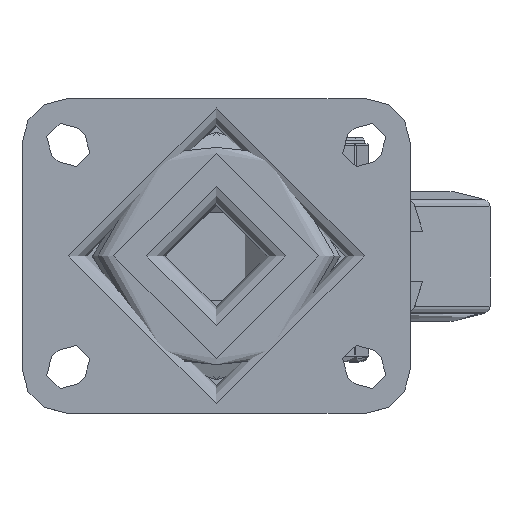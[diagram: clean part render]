
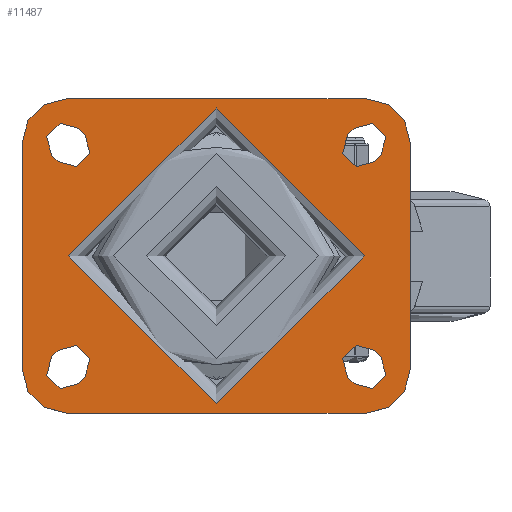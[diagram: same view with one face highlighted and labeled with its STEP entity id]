
A CAD part, top view. The second image highlights one B-rep face of the part: STEP entity #11487.
In plain terms, the highlighted planar face has unit normal (0, 0, 1).
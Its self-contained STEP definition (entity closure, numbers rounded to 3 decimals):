
#1079=FACE_BOUND('',#3921,.T.);
#1080=FACE_BOUND('',#3922,.T.);
#1081=FACE_BOUND('',#3923,.T.);
#1082=FACE_BOUND('',#3924,.T.);
#1083=FACE_BOUND('',#3925,.T.);
#1229=PLANE('',#12477);
#1535=LINE('',#16639,#2271);
#1536=LINE('',#16640,#2272);
#1537=LINE('',#16641,#2273);
#1538=LINE('',#16642,#2274);
#1539=LINE('',#16643,#2275);
#1540=LINE('',#16644,#2276);
#1541=LINE('',#16645,#2277);
#1542=LINE('',#16646,#2278);
#1543=LINE('',#16647,#2279);
#1544=LINE('',#16648,#2280);
#1545=LINE('',#16649,#2281);
#1546=LINE('',#16650,#2282);
#2271=VECTOR('',#13703,1000.);
#2272=VECTOR('',#13704,1000.);
#2273=VECTOR('',#13705,1000.);
#2274=VECTOR('',#13706,1000.);
#2275=VECTOR('',#13707,1000.);
#2276=VECTOR('',#13708,1000.);
#2277=VECTOR('',#13709,1000.);
#2278=VECTOR('',#13710,1000.);
#2279=VECTOR('',#13711,1000.);
#2280=VECTOR('',#13712,1000.);
#2281=VECTOR('',#13713,1000.);
#2282=VECTOR('',#13714,1000.);
#3200=FACE_OUTER_BOUND('',#3920,.T.);
#3920=EDGE_LOOP('',(#8146,#8147,#8148,#8149,#8150,#8151,#8152,#8153));
#3921=EDGE_LOOP('',(#8154));
#3922=EDGE_LOOP('',(#8155,#8156,#8157,#8158));
#3923=EDGE_LOOP('',(#8159,#8160,#8161,#8162));
#3924=EDGE_LOOP('',(#8163,#8164,#8165,#8166));
#3925=EDGE_LOOP('',(#8167,#8168,#8169,#8170));
#4757=CIRCLE('',#12401,5.125);
#4758=CIRCLE('',#12403,5.125);
#4761=CIRCLE('',#12407,5.125);
#4762=CIRCLE('',#12409,5.125);
#4764=CIRCLE('',#12412,5.125);
#4767=CIRCLE('',#12416,5.125);
#4768=CIRCLE('',#12418,5.125);
#4771=CIRCLE('',#12422,5.125);
#4772=CIRCLE('',#12424,12.);
#4774=CIRCLE('',#12427,12.);
#4776=CIRCLE('',#12430,12.);
#4778=CIRCLE('',#12433,12.);
#4781=CIRCLE('',#12438,40.);
#5220=VERTEX_POINT('',#16468);
#5221=VERTEX_POINT('',#16470);
#5222=VERTEX_POINT('',#16474);
#5223=VERTEX_POINT('',#16475);
#5228=VERTEX_POINT('',#16486);
#5229=VERTEX_POINT('',#16488);
#5230=VERTEX_POINT('',#16492);
#5231=VERTEX_POINT('',#16493);
#5234=VERTEX_POINT('',#16501);
#5235=VERTEX_POINT('',#16502);
#5240=VERTEX_POINT('',#16513);
#5241=VERTEX_POINT('',#16515);
#5242=VERTEX_POINT('',#16519);
#5243=VERTEX_POINT('',#16520);
#5248=VERTEX_POINT('',#16531);
#5249=VERTEX_POINT('',#16533);
#5250=VERTEX_POINT('',#16537);
#5251=VERTEX_POINT('',#16538);
#5254=VERTEX_POINT('',#16546);
#5255=VERTEX_POINT('',#16547);
#5258=VERTEX_POINT('',#16555);
#5259=VERTEX_POINT('',#16556);
#5262=VERTEX_POINT('',#16564);
#5263=VERTEX_POINT('',#16565);
#5267=VERTEX_POINT('',#16577);
#6338=EDGE_CURVE('',#5221,#5220,#4757,.T.);
#6340=EDGE_CURVE('',#5222,#5223,#4758,.T.);
#6346=EDGE_CURVE('',#5229,#5228,#4761,.T.);
#6348=EDGE_CURVE('',#5230,#5231,#4762,.T.);
#6352=EDGE_CURVE('',#5234,#5235,#4764,.T.);
#6358=EDGE_CURVE('',#5241,#5240,#4767,.T.);
#6360=EDGE_CURVE('',#5242,#5243,#4768,.T.);
#6366=EDGE_CURVE('',#5249,#5248,#4771,.T.);
#6368=EDGE_CURVE('',#5250,#5251,#4772,.T.);
#6372=EDGE_CURVE('',#5254,#5255,#4774,.T.);
#6376=EDGE_CURVE('',#5258,#5259,#4776,.T.);
#6380=EDGE_CURVE('',#5262,#5263,#4778,.T.);
#6386=EDGE_CURVE('',#5267,#5267,#4781,.T.);
#6415=EDGE_CURVE('',#5259,#5262,#1535,.T.);
#6416=EDGE_CURVE('',#5255,#5258,#1536,.T.);
#6417=EDGE_CURVE('',#5251,#5254,#1537,.T.);
#6418=EDGE_CURVE('',#5263,#5250,#1538,.T.);
#6419=EDGE_CURVE('',#5243,#5249,#1539,.T.);
#6420=EDGE_CURVE('',#5248,#5242,#1540,.T.);
#6421=EDGE_CURVE('',#5235,#5241,#1541,.T.);
#6422=EDGE_CURVE('',#5240,#5234,#1542,.T.);
#6423=EDGE_CURVE('',#5228,#5230,#1543,.T.);
#6424=EDGE_CURVE('',#5231,#5229,#1544,.T.);
#6425=EDGE_CURVE('',#5220,#5222,#1545,.T.);
#6426=EDGE_CURVE('',#5223,#5221,#1546,.T.);
#8146=ORIENTED_EDGE('',*,*,#6380,.F.);
#8147=ORIENTED_EDGE('',*,*,#6415,.F.);
#8148=ORIENTED_EDGE('',*,*,#6376,.F.);
#8149=ORIENTED_EDGE('',*,*,#6416,.F.);
#8150=ORIENTED_EDGE('',*,*,#6372,.F.);
#8151=ORIENTED_EDGE('',*,*,#6417,.F.);
#8152=ORIENTED_EDGE('',*,*,#6368,.F.);
#8153=ORIENTED_EDGE('',*,*,#6418,.F.);
#8154=ORIENTED_EDGE('',*,*,#6386,.F.);
#8155=ORIENTED_EDGE('',*,*,#6419,.T.);
#8156=ORIENTED_EDGE('',*,*,#6366,.T.);
#8157=ORIENTED_EDGE('',*,*,#6420,.T.);
#8158=ORIENTED_EDGE('',*,*,#6360,.T.);
#8159=ORIENTED_EDGE('',*,*,#6421,.T.);
#8160=ORIENTED_EDGE('',*,*,#6358,.T.);
#8161=ORIENTED_EDGE('',*,*,#6422,.T.);
#8162=ORIENTED_EDGE('',*,*,#6352,.T.);
#8163=ORIENTED_EDGE('',*,*,#6423,.T.);
#8164=ORIENTED_EDGE('',*,*,#6348,.T.);
#8165=ORIENTED_EDGE('',*,*,#6424,.T.);
#8166=ORIENTED_EDGE('',*,*,#6346,.T.);
#8167=ORIENTED_EDGE('',*,*,#6425,.T.);
#8168=ORIENTED_EDGE('',*,*,#6340,.T.);
#8169=ORIENTED_EDGE('',*,*,#6426,.T.);
#8170=ORIENTED_EDGE('',*,*,#6338,.T.);
#11487=ADVANCED_FACE('',(#3200,#1079,#1080,#1081,#1082,#1083),#1229,.T.);
#12401=AXIS2_PLACEMENT_3D('',#16471,#13521,#13522);
#12403=AXIS2_PLACEMENT_3D('',#16476,#13526,#13527);
#12407=AXIS2_PLACEMENT_3D('',#16489,#13537,#13538);
#12409=AXIS2_PLACEMENT_3D('',#16494,#13542,#13543);
#12412=AXIS2_PLACEMENT_3D('',#16503,#13550,#13551);
#12416=AXIS2_PLACEMENT_3D('',#16516,#13561,#13562);
#12418=AXIS2_PLACEMENT_3D('',#16521,#13566,#13567);
#12422=AXIS2_PLACEMENT_3D('',#16534,#13577,#13578);
#12424=AXIS2_PLACEMENT_3D('',#16539,#13582,#13583);
#12427=AXIS2_PLACEMENT_3D('',#16548,#13590,#13591);
#12430=AXIS2_PLACEMENT_3D('',#16557,#13598,#13599);
#12433=AXIS2_PLACEMENT_3D('',#16566,#13606,#13607);
#12438=AXIS2_PLACEMENT_3D('',#16578,#13619,#13620);
#12477=AXIS2_PLACEMENT_3D('',#16638,#13701,#13702);
#13521=DIRECTION('center_axis',(0.,0.,-1.));
#13522=DIRECTION('ref_axis',(-1.,0.,0.));
#13526=DIRECTION('center_axis',(0.,0.,-1.));
#13527=DIRECTION('ref_axis',(-1.,0.,0.));
#13537=DIRECTION('center_axis',(0.,0.,-1.));
#13538=DIRECTION('ref_axis',(-1.,0.,0.));
#13542=DIRECTION('center_axis',(0.,0.,-1.));
#13543=DIRECTION('ref_axis',(-1.,0.,0.));
#13550=DIRECTION('center_axis',(0.,0.,-1.));
#13551=DIRECTION('ref_axis',(1.,0.,0.));
#13561=DIRECTION('center_axis',(0.,0.,-1.));
#13562=DIRECTION('ref_axis',(1.,0.,0.));
#13566=DIRECTION('center_axis',(0.,0.,-1.));
#13567=DIRECTION('ref_axis',(1.,0.,0.));
#13577=DIRECTION('center_axis',(0.,0.,-1.));
#13578=DIRECTION('ref_axis',(1.,0.,0.));
#13582=DIRECTION('center_axis',(0.,0.,-1.));
#13583=DIRECTION('ref_axis',(-0.707,0.707,0.));
#13590=DIRECTION('center_axis',(0.,0.,-1.));
#13591=DIRECTION('ref_axis',(0.707,0.707,0.));
#13598=DIRECTION('center_axis',(0.,0.,-1.));
#13599=DIRECTION('ref_axis',(0.707,-0.707,0.));
#13606=DIRECTION('center_axis',(0.,0.,-1.));
#13607=DIRECTION('ref_axis',(-0.707,-0.707,0.));
#13619=DIRECTION('center_axis',(0.,0.,1.));
#13620=DIRECTION('ref_axis',(1.,0.,0.));
#13701=DIRECTION('center_axis',(0.,0.,1.));
#13702=DIRECTION('ref_axis',(1.,0.,0.));
#13703=DIRECTION('',(-1.,0.,0.));
#13704=DIRECTION('',(0.,-1.,0.));
#13705=DIRECTION('',(1.,0.,0.));
#13706=DIRECTION('',(0.,1.,0.));
#13707=DIRECTION('',(-0.707,0.707,0.));
#13708=DIRECTION('',(0.707,-0.707,0.));
#13709=DIRECTION('',(-0.707,-0.707,0.));
#13710=DIRECTION('',(0.707,0.707,0.));
#13711=DIRECTION('',(-0.707,-0.707,0.));
#13712=DIRECTION('',(0.707,0.707,0.));
#13713=DIRECTION('',(-0.707,0.707,0.));
#13714=DIRECTION('',(0.707,-0.707,0.));
#16468=CARTESIAN_POINT('',(37.26,-34.508,0.));
#16470=CARTESIAN_POINT('',(44.508,-27.26,0.));
#16471=CARTESIAN_POINT('Origin',(40.884,-30.884,0.));
#16474=CARTESIAN_POINT('',(35.492,-32.74,0.));
#16475=CARTESIAN_POINT('',(42.74,-25.492,0.));
#16476=CARTESIAN_POINT('Origin',(39.116,-29.116,0.));
#16486=CARTESIAN_POINT('',(44.508,27.26,0.));
#16488=CARTESIAN_POINT('',(37.26,34.508,0.));
#16489=CARTESIAN_POINT('Origin',(40.884,30.884,0.));
#16492=CARTESIAN_POINT('',(42.74,25.492,0.));
#16493=CARTESIAN_POINT('',(35.492,32.74,0.));
#16494=CARTESIAN_POINT('Origin',(39.116,29.116,0.));
#16501=CARTESIAN_POINT('',(-42.74,-25.492,0.));
#16502=CARTESIAN_POINT('',(-35.492,-32.74,0.));
#16503=CARTESIAN_POINT('Origin',(-39.116,-29.116,0.));
#16513=CARTESIAN_POINT('',(-44.508,-27.26,0.));
#16515=CARTESIAN_POINT('',(-37.26,-34.508,0.));
#16516=CARTESIAN_POINT('Origin',(-40.884,-30.884,0.));
#16519=CARTESIAN_POINT('',(-35.492,32.74,0.));
#16520=CARTESIAN_POINT('',(-42.74,25.492,0.));
#16521=CARTESIAN_POINT('Origin',(-39.116,29.116,0.));
#16531=CARTESIAN_POINT('',(-37.26,34.508,0.));
#16533=CARTESIAN_POINT('',(-44.508,27.26,0.));
#16534=CARTESIAN_POINT('Origin',(-40.884,30.884,0.));
#16537=CARTESIAN_POINT('',(-52.5,30.5,0.));
#16538=CARTESIAN_POINT('',(-40.5,42.5,0.));
#16539=CARTESIAN_POINT('Origin',(-40.5,30.5,0.));
#16546=CARTESIAN_POINT('',(40.5,42.5,0.));
#16547=CARTESIAN_POINT('',(52.5,30.5,0.));
#16548=CARTESIAN_POINT('Origin',(40.5,30.5,0.));
#16555=CARTESIAN_POINT('',(52.5,-30.5,0.));
#16556=CARTESIAN_POINT('',(40.5,-42.5,0.));
#16557=CARTESIAN_POINT('Origin',(40.5,-30.5,0.));
#16564=CARTESIAN_POINT('',(-40.5,-42.5,0.));
#16565=CARTESIAN_POINT('',(-52.5,-30.5,0.));
#16566=CARTESIAN_POINT('Origin',(-40.5,-30.5,0.));
#16577=CARTESIAN_POINT('',(40.,0.,0.));
#16578=CARTESIAN_POINT('Origin',(0.,0.,0.));
#16638=CARTESIAN_POINT('Origin',(0.,0.,0.));
#16639=CARTESIAN_POINT('',(52.5,-42.5,0.));
#16640=CARTESIAN_POINT('',(52.5,42.5,0.));
#16641=CARTESIAN_POINT('',(-52.5,42.5,0.));
#16642=CARTESIAN_POINT('',(-52.5,-42.5,0.));
#16643=CARTESIAN_POINT('',(-44.508,27.26,0.));
#16644=CARTESIAN_POINT('',(-37.26,34.508,0.));
#16645=CARTESIAN_POINT('',(-37.26,-34.508,0.));
#16646=CARTESIAN_POINT('',(-44.508,-27.26,0.));
#16647=CARTESIAN_POINT('',(44.508,27.26,0.));
#16648=CARTESIAN_POINT('',(37.26,34.508,0.));
#16649=CARTESIAN_POINT('',(37.26,-34.508,0.));
#16650=CARTESIAN_POINT('',(44.508,-27.26,0.));
